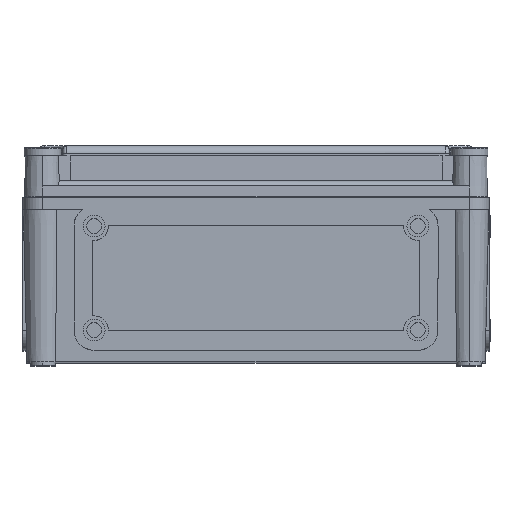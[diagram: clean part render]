
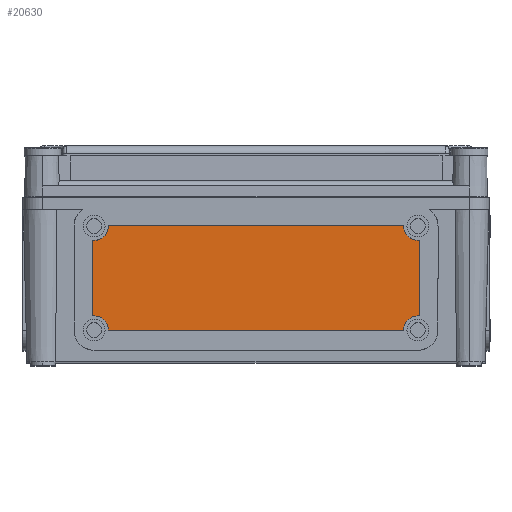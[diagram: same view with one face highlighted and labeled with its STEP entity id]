
A CAD part, top view. The second image highlights one B-rep face of the part: STEP entity #20630.
In plain terms, the highlighted planar face has unit normal (0, 0, 1).
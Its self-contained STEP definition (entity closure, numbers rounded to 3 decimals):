
#118 = VECTOR ( 'NONE', #7223, 1000. ) ;
#524 = DIRECTION ( 'NONE',  ( 0., 0., -1. ) ) ;
#1456 = CARTESIAN_POINT ( 'NONE',  ( -97.5, 72.559, 182.5 ) ) ;
#2201 = LINE ( 'NONE', #25374, #13380 ) ;
#2914 = EDGE_CURVE ( 'NONE', #20525, #14737, #10193, .T. ) ;
#3037 = DIRECTION ( 'NONE',  ( 0., -1., 0. ) ) ;
#3117 = CIRCLE ( 'NONE', #12643, 8.5 ) ;
#3306 = EDGE_CURVE ( 'NONE', #14116, #20525, #13289, .T. ) ;
#3514 = CARTESIAN_POINT ( 'NONE',  ( -97.5, 72.559, 182.5 ) ) ;
#3714 = EDGE_CURVE ( 'NONE', #19134, #4510, #3117, .T. ) ;
#3837 = CARTESIAN_POINT ( 'NONE',  ( -88.015, 81.5, 182.5 ) ) ;
#4510 = VERTEX_POINT ( 'NONE', #16948 ) ;
#5579 = VERTEX_POINT ( 'NONE', #19475 ) ;
#5669 = CARTESIAN_POINT ( 'NONE',  ( -96.5, 81., 182.5 ) ) ;
#5703 = EDGE_CURVE ( 'NONE', #14166, #18336, #22798, .T. ) ;
#5892 = DIRECTION ( 'NONE',  ( 1., 0., 0. ) ) ;
#6369 = VECTOR ( 'NONE', #3037, 1000. ) ;
#7223 = DIRECTION ( 'NONE',  ( 0., 1., 0. ) ) ;
#7350 = CARTESIAN_POINT ( 'NONE',  ( 96.5, 19., 182.5 ) ) ;
#8443 = CARTESIAN_POINT ( 'NONE',  ( -96.5, 81., 182.5 ) ) ;
#8807 = AXIS2_PLACEMENT_3D ( 'NONE', #8443, #21774, #24347 ) ;
#8910 = PLANE ( 'NONE',  #8807 ) ;
#9014 = CARTESIAN_POINT ( 'NONE',  ( 97.5, 27.441, 182.5 ) ) ;
#9119 = EDGE_CURVE ( 'NONE', #18336, #27632, #12338, .T. ) ;
#10193 = CIRCLE ( 'NONE', #17282, 8.5 ) ;
#10927 = CARTESIAN_POINT ( 'NONE',  ( -96.5, 81., 182.5 ) ) ;
#12276 = DIRECTION ( 'NONE',  ( 1., 0., 0. ) ) ;
#12338 = CIRCLE ( 'NONE', #24808, 8.5 ) ;
#12340 = CARTESIAN_POINT ( 'NONE',  ( 96.5, 81., 182.5 ) ) ;
#12496 = EDGE_CURVE ( 'NONE', #24994, #19134, #16445, .T. ) ;
#12643 = AXIS2_PLACEMENT_3D ( 'NONE', #15605, #34069, #23643 ) ;
#12769 = LINE ( 'NONE', #13763, #24166 ) ;
#13120 = CIRCLE ( 'NONE', #25960, 8.5 ) ;
#13289 = CIRCLE ( 'NONE', #18473, 8.5 ) ;
#13380 = VECTOR ( 'NONE', #25835, 1000. ) ;
#13530 = CARTESIAN_POINT ( 'NONE',  ( 97.5, 72.559, 182.5 ) ) ;
#13763 = CARTESIAN_POINT ( 'NONE',  ( -88.015, 81.5, 182.5 ) ) ;
#14072 = DIRECTION ( 'NONE',  ( 0., 0., -1. ) ) ;
#14116 = VERTEX_POINT ( 'NONE', #3837 ) ;
#14166 = VERTEX_POINT ( 'NONE', #9014 ) ;
#14737 = VERTEX_POINT ( 'NONE', #1456 ) ;
#15591 = ORIENTED_EDGE ( 'NONE', *, *, #9119, .T. ) ;
#15605 = CARTESIAN_POINT ( 'NONE',  ( -96.5, 19., 182.5 ) ) ;
#16445 = CIRCLE ( 'NONE', #21046, 8.5 ) ;
#16948 = CARTESIAN_POINT ( 'NONE',  ( -88.015, 18.5, 182.5 ) ) ;
#17282 = AXIS2_PLACEMENT_3D ( 'NONE', #5669, #18807, #5892 ) ;
#17433 = DIRECTION ( 'NONE',  ( 0., 0., -1. ) ) ;
#17685 = ORIENTED_EDGE ( 'NONE', *, *, #2914, .T. ) ;
#18336 = VERTEX_POINT ( 'NONE', #13530 ) ;
#18473 = AXIS2_PLACEMENT_3D ( 'NONE', #10927, #524, #26481 ) ;
#18666 = ORIENTED_EDGE ( 'NONE', *, *, #3306, .T. ) ;
#18750 = ORIENTED_EDGE ( 'NONE', *, *, #19197, .T. ) ;
#18807 = DIRECTION ( 'NONE',  ( 0., 0., -1. ) ) ;
#19134 = VERTEX_POINT ( 'NONE', #21467 ) ;
#19197 = EDGE_CURVE ( 'NONE', #4510, #5579, #2201, .T. ) ;
#19475 = CARTESIAN_POINT ( 'NONE',  ( 88.015, 18.5, 182.5 ) ) ;
#19483 = ORIENTED_EDGE ( 'NONE', *, *, #5703, .T. ) ;
#19659 = DIRECTION ( 'NONE',  ( -1., 0., 0. ) ) ;
#20525 = VERTEX_POINT ( 'NONE', #26320 ) ;
#20630 = ADVANCED_FACE ( 'NONE', ( #29589 ), #8910, .T. ) ;
#21046 = AXIS2_PLACEMENT_3D ( 'NONE', #28480, #25697, #19659 ) ;
#21467 = CARTESIAN_POINT ( 'NONE',  ( -88., 19., 182.5 ) ) ;
#21774 = DIRECTION ( 'NONE',  ( 0., 0., 1. ) ) ;
#22798 = LINE ( 'NONE', #33121, #118 ) ;
#23643 = DIRECTION ( 'NONE',  ( -1., 0., 0. ) ) ;
#23868 = ORIENTED_EDGE ( 'NONE', *, *, #32645, .T. ) ;
#24166 = VECTOR ( 'NONE', #24728, 1000. ) ;
#24347 = DIRECTION ( 'NONE',  ( 1., 0., 0. ) ) ;
#24728 = DIRECTION ( 'NONE',  ( -1., 0., 0. ) ) ;
#24808 = AXIS2_PLACEMENT_3D ( 'NONE', #12340, #14072, #27316 ) ;
#24994 = VERTEX_POINT ( 'NONE', #27154 ) ;
#25062 = ORIENTED_EDGE ( 'NONE', *, *, #28559, .T. ) ;
#25374 = CARTESIAN_POINT ( 'NONE',  ( -88.015, 18.5, 182.5 ) ) ;
#25697 = DIRECTION ( 'NONE',  ( 0., 0., -1. ) ) ;
#25835 = DIRECTION ( 'NONE',  ( 1., 0., 0. ) ) ;
#25960 = AXIS2_PLACEMENT_3D ( 'NONE', #7350, #17433, #12276 ) ;
#26320 = CARTESIAN_POINT ( 'NONE',  ( -88., 81., 182.5 ) ) ;
#26481 = DIRECTION ( 'NONE',  ( 1., 0., 0. ) ) ;
#27154 = CARTESIAN_POINT ( 'NONE',  ( -97.5, 27.441, 182.5 ) ) ;
#27316 = DIRECTION ( 'NONE',  ( -1., 0., 0. ) ) ;
#27632 = VERTEX_POINT ( 'NONE', #31068 ) ;
#28480 = CARTESIAN_POINT ( 'NONE',  ( -96.5, 19., 182.5 ) ) ;
#28559 = EDGE_CURVE ( 'NONE', #5579, #14166, #13120, .T. ) ;
#29354 = LINE ( 'NONE', #3514, #6369 ) ;
#29589 = FACE_OUTER_BOUND ( 'NONE', #30745, .T. ) ;
#30745 = EDGE_LOOP ( 'NONE', ( #18666, #17685, #23868, #32961, #31974, #18750, #25062, #19483, #15591, #32256 ) ) ;
#31068 = CARTESIAN_POINT ( 'NONE',  ( 88.015, 81.5, 182.5 ) ) ;
#31916 = EDGE_CURVE ( 'NONE', #27632, #14116, #12769, .T. ) ;
#31974 = ORIENTED_EDGE ( 'NONE', *, *, #3714, .T. ) ;
#32256 = ORIENTED_EDGE ( 'NONE', *, *, #31916, .T. ) ;
#32645 = EDGE_CURVE ( 'NONE', #14737, #24994, #29354, .T. ) ;
#32961 = ORIENTED_EDGE ( 'NONE', *, *, #12496, .T. ) ;
#33121 = CARTESIAN_POINT ( 'NONE',  ( 97.5, 72.559, 182.5 ) ) ;
#34069 = DIRECTION ( 'NONE',  ( 0., 0., -1. ) ) ;
